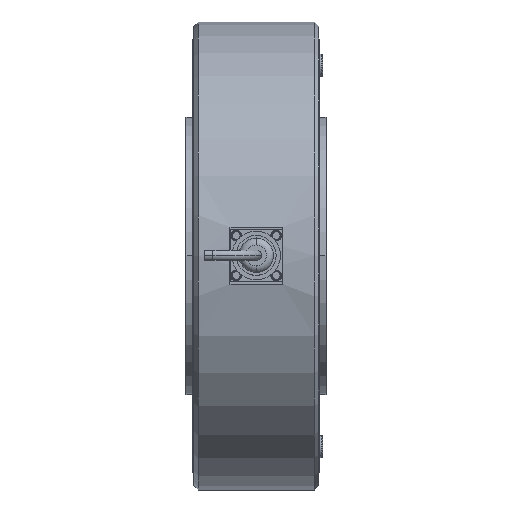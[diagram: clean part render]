
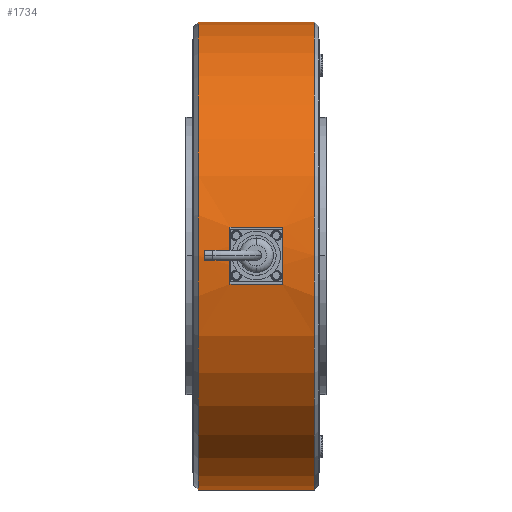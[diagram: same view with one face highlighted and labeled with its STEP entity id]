
A CAD part, top view. The second image highlights one B-rep face of the part: STEP entity #1734.
In plain terms, the highlighted cylindrical face has radius 135 mm (diameter 270 mm), a partial arc.
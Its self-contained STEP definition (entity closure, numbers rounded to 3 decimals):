
#580=CARTESIAN_POINT('',(-33.5,-135.0,0.0));
#581=VERTEX_POINT('',#580);
#597=CARTESIAN_POINT('',(-33.5,135.0,0.));
#598=VERTEX_POINT('',#597);
#620=CARTESIAN_POINT('',(33.5,-135.0,0.0));
#621=VERTEX_POINT('',#620);
#622=CARTESIAN_POINT('',(-33.5,-135.0,0.0));
#623=DIRECTION('',(1.0,0.0,0.0));
#624=VECTOR('',#623,67.0);
#625=LINE('',#622,#624);
#626=EDGE_CURVE('',#581,#621,#625,.T.);
#629=CARTESIAN_POINT('',(33.5,135.0,0.));
#630=VERTEX_POINT('',#629);
#631=CARTESIAN_POINT('',(-33.5,135.0,0.));
#632=DIRECTION('',(1.0,0.0,0.0));
#633=VECTOR('',#632,67.0);
#634=LINE('',#631,#633);
#635=EDGE_CURVE('',#598,#630,#634,.T.);
#1378=CARTESIAN_POINT('',(15.1,16.401,134.0));
#1379=VERTEX_POINT('',#1378);
#1380=CARTESIAN_POINT('',(15.1,-16.401,134.0));
#1381=VERTEX_POINT('',#1380);
#1382=CARTESIAN_POINT('',(15.1,0.0,0.0));
#1383=DIRECTION('',(1.0,0.0,0.0));
#1384=DIRECTION('',(0.0,-1.0,0.0));
#1385=AXIS2_PLACEMENT_3D('',#1382,#1383,#1384);
#1386=CIRCLE('',#1385,135.0);
#1387=EDGE_CURVE('',#1379,#1381,#1386,.T.);
#1403=CARTESIAN_POINT('',(-15.1,16.401,134.0));
#1404=VERTEX_POINT('',#1403);
#1405=CARTESIAN_POINT('',(-15.1,16.401,134.0));
#1406=DIRECTION('',(1.0,0.0,0.0));
#1407=VECTOR('',#1406,30.2);
#1408=LINE('',#1405,#1407);
#1409=EDGE_CURVE('',#1404,#1379,#1408,.T.);
#1411=CARTESIAN_POINT('',(-15.1,-16.401,134.0));
#1412=VERTEX_POINT('',#1411);
#1419=CARTESIAN_POINT('',(15.1,-16.401,134.0));
#1420=DIRECTION('',(-1.0,0.0,0.0));
#1421=VECTOR('',#1420,30.2);
#1422=LINE('',#1419,#1421);
#1423=EDGE_CURVE('',#1381,#1412,#1422,.T.);
#1450=CARTESIAN_POINT('',(-15.1,0.0,0.0));
#1451=DIRECTION('',(-1.0,0.0,0.0));
#1452=DIRECTION('',(0.0,-1.0,0.0));
#1453=AXIS2_PLACEMENT_3D('',#1450,#1451,#1452);
#1454=CIRCLE('',#1453,135.0);
#1455=EDGE_CURVE('',#1412,#1404,#1454,.T.);
#1701=CARTESIAN_POINT('',(33.5,0.0,0.0));
#1702=DIRECTION('',(-1.0,0.0,0.0));
#1703=DIRECTION('',(0.0,-1.0,0.0));
#1704=AXIS2_PLACEMENT_3D('',#1701,#1702,#1703);
#1705=CIRCLE('',#1704,135.0);
#1706=EDGE_CURVE('',#621,#630,#1705,.T.);
#1711=CARTESIAN_POINT('',(36.85,0.0,0.0));
#1712=DIRECTION('',(-1.0,0.0,0.0));
#1713=DIRECTION('',(0.0,-1.0,0.0));
#1714=AXIS2_PLACEMENT_3D('',#1711,#1712,#1713);
#1715=CYLINDRICAL_SURFACE('',#1714,135.0);
#1716=ORIENTED_EDGE('',*,*,#626,.T.);
#1717=ORIENTED_EDGE('',*,*,#1706,.T.);
#1718=ORIENTED_EDGE('',*,*,#635,.F.);
#1719=CARTESIAN_POINT('',(-33.5,0.0,0.0));
#1720=DIRECTION('',(-1.0,0.0,0.0));
#1721=DIRECTION('',(0.0,-1.0,0.0));
#1722=AXIS2_PLACEMENT_3D('',#1719,#1720,#1721);
#1723=CIRCLE('',#1722,135.0);
#1724=EDGE_CURVE('',#581,#598,#1723,.T.);
#1725=ORIENTED_EDGE('',*,*,#1724,.F.);
#1726=EDGE_LOOP('',(#1716,#1717,#1718,#1725));
#1727=FACE_OUTER_BOUND('',#1726,.T.);
#1728=ORIENTED_EDGE('',*,*,#1423,.T.);
#1729=ORIENTED_EDGE('',*,*,#1455,.T.);
#1730=ORIENTED_EDGE('',*,*,#1409,.T.);
#1731=ORIENTED_EDGE('',*,*,#1387,.T.);
#1732=EDGE_LOOP('',(#1728,#1729,#1730,#1731));
#1733=FACE_BOUND('',#1732,.T.);
#1734=ADVANCED_FACE('',(#1727,#1733),#1715,.T.);
